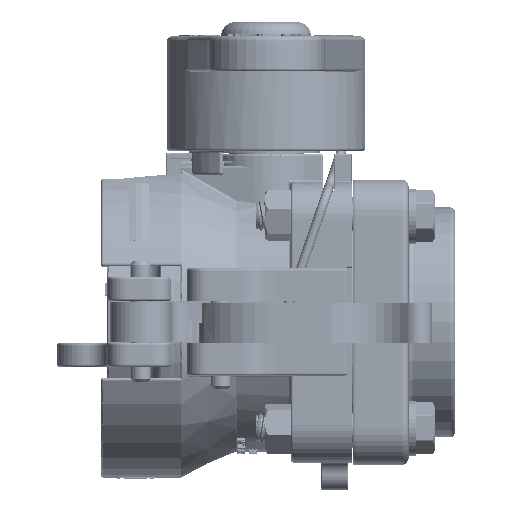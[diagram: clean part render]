
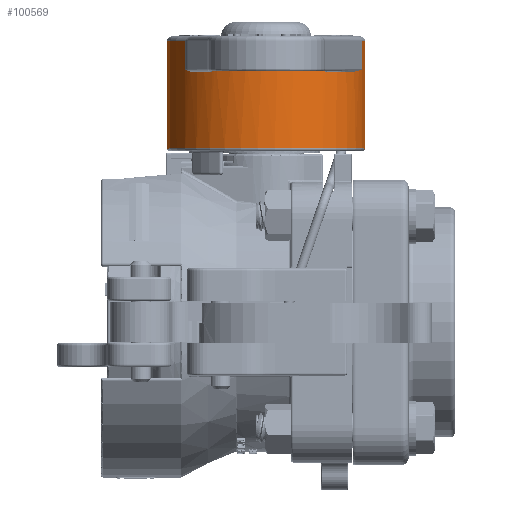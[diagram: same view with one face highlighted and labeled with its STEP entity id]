
A CAD part, top view. The second image highlights one B-rep face of the part: STEP entity #100569.
In plain terms, the highlighted cylindrical face has radius 31.547 mm (diameter 63.094 mm), a partial arc.
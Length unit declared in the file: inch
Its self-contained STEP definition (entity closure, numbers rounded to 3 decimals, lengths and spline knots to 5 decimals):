
#5827=CYLINDRICAL_SURFACE('',#108140,1.242);
#8511=LINE('',#216963,#17650);
#8513=LINE('',#216969,#17652);
#8514=LINE('',#216973,#17653);
#8515=LINE('',#216993,#17654);
#8516=LINE('',#216997,#17655);
#8517=LINE('',#217024,#17656);
#17650=VECTOR('',#119907,0.3937);
#17652=VECTOR('',#119913,0.3937);
#17653=VECTOR('',#119916,0.3937);
#17654=VECTOR('',#119919,0.3937);
#17655=VECTOR('',#119922,0.3937);
#17656=VECTOR('',#119925,0.3937);
#26426=FACE_OUTER_BOUND('',#32433,.T.);
#32433=EDGE_LOOP('',(#77336,#77337,#77338,#77339,#77340,#77341,#77342,#77343,
#77344,#77345,#77346,#77347,#77348,#77349,#77350,#77351,#77352));
#37947=CIRCLE('',#108115,1.242);
#37963=CIRCLE('',#108141,1.242);
#37964=CIRCLE('',#108142,1.242);
#37965=CIRCLE('',#108143,1.242);
#37966=CIRCLE('',#108144,1.242);
#37967=CIRCLE('',#108145,1.242);
#39874=B_SPLINE_CURVE_WITH_KNOTS('',3,(#216975,#216976,#216977,#216978,
#216979,#216980),.UNSPECIFIED.,.F.,.F.,(4,2,4),(0.,0.35584,0.65639),
 .UNSPECIFIED.);
#39875=B_SPLINE_CURVE_WITH_KNOTS('',3,(#216984,#216985,#216986,#216987,
#216988,#216989,#216990,#216991),.UNSPECIFIED.,.F.,.F.,(4,2,2,4),(0.58101,
0.6305,0.77123,0.77171),.UNSPECIFIED.);
#39876=B_SPLINE_CURVE_WITH_KNOTS('',3,(#216999,#217000,#217001,#217002,
#217003,#217004,#217005,#217006),.UNSPECIFIED.,.F.,.F.,(4,2,2,4),(-0.00055,
0.,0.1598,0.21601),.UNSPECIFIED.);
#39877=B_SPLINE_CURVE_WITH_KNOTS('',3,(#217010,#217011,#217012,#217013),
 .UNSPECIFIED.,.F.,.F.,(4,4),(0.53352,0.53599),
 .UNSPECIFIED.);
#39878=B_SPLINE_CURVE_WITH_KNOTS('',3,(#217015,#217016,#217017,#217018,
#217019,#217020,#217021,#217022),.UNSPECIFIED.,.F.,.F.,(4,2,2,4),(0.68771,
0.73808,1.01106,1.01211),.UNSPECIFIED.);
#45581=VERTEX_POINT('',#216901);
#45582=VERTEX_POINT('',#216905);
#45592=VERTEX_POINT('',#216962);
#45594=VERTEX_POINT('',#216968);
#45595=VERTEX_POINT('',#216970);
#45596=VERTEX_POINT('',#216972);
#45597=VERTEX_POINT('',#216974);
#45598=VERTEX_POINT('',#216981);
#45599=VERTEX_POINT('',#216983);
#45600=VERTEX_POINT('',#216992);
#45601=VERTEX_POINT('',#216994);
#45602=VERTEX_POINT('',#216996);
#45603=VERTEX_POINT('',#216998);
#45604=VERTEX_POINT('',#217007);
#45605=VERTEX_POINT('',#217009);
#45606=VERTEX_POINT('',#217014);
#45607=VERTEX_POINT('',#217023);
#57202=EDGE_CURVE('',#45581,#45582,#37947,.T.);
#57221=EDGE_CURVE('',#45582,#45592,#8511,.T.);
#57224=EDGE_CURVE('',#45594,#45581,#8513,.T.);
#57225=EDGE_CURVE('',#45595,#45594,#37963,.T.);
#57226=EDGE_CURVE('',#45595,#45596,#8514,.T.);
#57227=EDGE_CURVE('',#45597,#45596,#39874,.F.);
#57228=EDGE_CURVE('',#45597,#45598,#37964,.T.);
#57229=EDGE_CURVE('',#45599,#45598,#39875,.F.);
#57230=EDGE_CURVE('',#45600,#45599,#8515,.T.);
#57231=EDGE_CURVE('',#45601,#45600,#37965,.T.);
#57232=EDGE_CURVE('',#45602,#45601,#8516,.T.);
#57233=EDGE_CURVE('',#45603,#45602,#39876,.F.);
#57234=EDGE_CURVE('',#45603,#45604,#37966,.T.);
#57235=EDGE_CURVE('',#45605,#45604,#39877,.F.);
#57236=EDGE_CURVE('',#45606,#45605,#39878,.F.);
#57237=EDGE_CURVE('',#45607,#45606,#8517,.T.);
#57238=EDGE_CURVE('',#45592,#45607,#37967,.T.);
#77336=ORIENTED_EDGE('',*,*,#57202,.F.);
#77337=ORIENTED_EDGE('',*,*,#57224,.F.);
#77338=ORIENTED_EDGE('',*,*,#57225,.F.);
#77339=ORIENTED_EDGE('',*,*,#57226,.T.);
#77340=ORIENTED_EDGE('',*,*,#57227,.F.);
#77341=ORIENTED_EDGE('',*,*,#57228,.T.);
#77342=ORIENTED_EDGE('',*,*,#57229,.F.);
#77343=ORIENTED_EDGE('',*,*,#57230,.F.);
#77344=ORIENTED_EDGE('',*,*,#57231,.F.);
#77345=ORIENTED_EDGE('',*,*,#57232,.F.);
#77346=ORIENTED_EDGE('',*,*,#57233,.F.);
#77347=ORIENTED_EDGE('',*,*,#57234,.T.);
#77348=ORIENTED_EDGE('',*,*,#57235,.F.);
#77349=ORIENTED_EDGE('',*,*,#57236,.F.);
#77350=ORIENTED_EDGE('',*,*,#57237,.F.);
#77351=ORIENTED_EDGE('',*,*,#57238,.F.);
#77352=ORIENTED_EDGE('',*,*,#57221,.F.);
#100569=ADVANCED_FACE('',(#26426),#5827,.T.);
#108115=AXIS2_PLACEMENT_3D('',#216907,#119856,#119857);
#108140=AXIS2_PLACEMENT_3D('',#216967,#119911,#119912);
#108141=AXIS2_PLACEMENT_3D('',#216971,#119914,#119915);
#108142=AXIS2_PLACEMENT_3D('',#216982,#119917,#119918);
#108143=AXIS2_PLACEMENT_3D('',#216995,#119920,#119921);
#108144=AXIS2_PLACEMENT_3D('',#217008,#119923,#119924);
#108145=AXIS2_PLACEMENT_3D('',#217025,#119926,#119927);
#119856=DIRECTION('center_axis',(0.,-1.,0.));
#119857=DIRECTION('ref_axis',(1.,0.,0.));
#119907=DIRECTION('',(0.,1.,0.));
#119911=DIRECTION('center_axis',(0.,-1.,0.));
#119912=DIRECTION('ref_axis',(1.,0.,0.));
#119913=DIRECTION('',(0.,-1.,0.));
#119914=DIRECTION('center_axis',(0.,1.,0.));
#119915=DIRECTION('ref_axis',(-0.328,0.,-0.945));
#119916=DIRECTION('',(0.,-1.,0.));
#119917=DIRECTION('center_axis',(0.,-1.,0.));
#119918=DIRECTION('ref_axis',(-0.822,0.,0.569));
#119919=DIRECTION('',(0.,-1.,0.));
#119920=DIRECTION('center_axis',(0.,1.,0.));
#119921=DIRECTION('ref_axis',(0.999,0.,-0.035));
#119922=DIRECTION('',(0.,1.,0.));
#119923=DIRECTION('center_axis',(0.,-1.,0.));
#119924=DIRECTION('ref_axis',(-0.822,0.,0.569));
#119925=DIRECTION('',(0.,-1.,0.));
#119926=DIRECTION('center_axis',(0.,1.,0.));
#119927=DIRECTION('ref_axis',(-0.159,0.,0.987));
#216901=CARTESIAN_POINT('',(-0.99635,-1.4,-0.74152));
#216905=CARTESIAN_POINT('',(-0.99635,-1.4,0.74152));
#216907=CARTESIAN_POINT('Origin',(0.,-1.4,0.));
#216962=CARTESIAN_POINT('',(-0.99635,-0.06,0.74152));
#216963=CARTESIAN_POINT('',(-0.99635,0.,0.74152));
#216967=CARTESIAN_POINT('Origin',(0.,0.,0.));
#216968=CARTESIAN_POINT('',(-0.99635,-0.06,-0.74152));
#216969=CARTESIAN_POINT('',(-0.99635,0.,-0.74152));
#216970=CARTESIAN_POINT('',(0.32145,-0.06,-1.19968));
#216971=CARTESIAN_POINT('Origin',(0.,-0.06,0.));
#216972=CARTESIAN_POINT('',(0.32145,-0.41,-1.19968));
#216973=CARTESIAN_POINT('',(0.32145,0.,-1.19968));
#216974=CARTESIAN_POINT('',(0.57577,-0.44,-1.10048));
#216975=CARTESIAN_POINT('Ctrl Pts',(0.32145,-0.41,-1.19968));
#216976=CARTESIAN_POINT('Ctrl Pts',(0.36603,-0.41717,
-1.18774));
#216977=CARTESIAN_POINT('Ctrl Pts',(0.41858,-0.42571,
-1.17026));
#216978=CARTESIAN_POINT('Ctrl Pts',(0.49799,-0.43586,
-1.13847));
#216979=CARTESIAN_POINT('Ctrl Pts',(0.54083,-0.44,-1.11876));
#216980=CARTESIAN_POINT('Ctrl Pts',(0.57577,-0.44,-1.10048));
#216981=CARTESIAN_POINT('',(0.99216,-0.44,-0.74712));
#216982=CARTESIAN_POINT('Origin',(0.,-0.44,0.));
#216983=CARTESIAN_POINT('',(1.03018,-0.41,-0.69376));
#216984=CARTESIAN_POINT('Ctrl Pts',(0.99216,-0.44,-0.74712));
#216985=CARTESIAN_POINT('Ctrl Pts',(0.99487,-0.44,
-0.74352));
#216986=CARTESIAN_POINT('Ctrl Pts',(0.998,-0.43941,
-0.73932));
#216987=CARTESIAN_POINT('Ctrl Pts',(1.01163,-0.43322,
-0.72074));
#216988=CARTESIAN_POINT('Ctrl Pts',(1.02059,-0.42242,
-0.70799));
#216989=CARTESIAN_POINT('Ctrl Pts',(1.03011,-0.41008,
-0.69385));
#216990=CARTESIAN_POINT('Ctrl Pts',(1.03015,-0.41004,
-0.6938));
#216991=CARTESIAN_POINT('Ctrl Pts',(1.03018,-0.41,-0.69376));
#216992=CARTESIAN_POINT('',(1.03018,-0.27,-0.69376));
#216993=CARTESIAN_POINT('',(1.03018,0.,-0.69376));
#216994=CARTESIAN_POINT('',(1.07674,-0.27,0.61903));
#216995=CARTESIAN_POINT('Origin',(0.,-0.27,0.));
#216996=CARTESIAN_POINT('',(1.07674,-0.41,0.61903));
#216997=CARTESIAN_POINT('',(1.07674,0.,0.61903));
#216998=CARTESIAN_POINT('',(1.0426,-0.44,0.67495));
#216999=CARTESIAN_POINT('Ctrl Pts',(1.07674,-0.41,0.61903));
#217000=CARTESIAN_POINT('Ctrl Pts',(1.07671,-0.41004,
0.61908));
#217001=CARTESIAN_POINT('Ctrl Pts',(1.07668,-0.41008,
0.61913));
#217002=CARTESIAN_POINT('Ctrl Pts',(1.06818,-0.42242,
0.63391));
#217003=CARTESIAN_POINT('Ctrl Pts',(1.06015,-0.43322,
0.64726));
#217004=CARTESIAN_POINT('Ctrl Pts',(1.04787,-0.43941,
0.66675));
#217005=CARTESIAN_POINT('Ctrl Pts',(1.04505,-0.44,
0.67116));
#217006=CARTESIAN_POINT('Ctrl Pts',(1.0426,-0.44,0.67495));
#217007=CARTESIAN_POINT('',(0.80444,-0.44,0.94628));
#217008=CARTESIAN_POINT('Origin',(0.,-0.44,0.));
#217009=CARTESIAN_POINT('',(0.80369,-0.44,0.94691));
#217010=CARTESIAN_POINT('Ctrl Pts',(0.80444,-0.44,0.94628));
#217011=CARTESIAN_POINT('Ctrl Pts',(0.80419,-0.44,0.94649));
#217012=CARTESIAN_POINT('Ctrl Pts',(0.80394,-0.44,
0.9467));
#217013=CARTESIAN_POINT('Ctrl Pts',(0.80369,-0.44,
0.94691));
#217014=CARTESIAN_POINT('',(0.71342,-0.41,1.01666));
#217015=CARTESIAN_POINT('Ctrl Pts',(0.80369,-0.44,
0.94691));
#217016=CARTESIAN_POINT('Ctrl Pts',(0.79832,-0.43994,
0.95147));
#217017=CARTESIAN_POINT('Ctrl Pts',(0.79326,-0.4393,
0.95569));
#217018=CARTESIAN_POINT('Ctrl Pts',(0.76613,-0.43454,
0.978));
#217019=CARTESIAN_POINT('Ctrl Pts',(0.74115,-0.42286,
0.99719));
#217020=CARTESIAN_POINT('Ctrl Pts',(0.71363,-0.4101,
1.01651));
#217021=CARTESIAN_POINT('Ctrl Pts',(0.71353,-0.41005,
1.01658));
#217022=CARTESIAN_POINT('Ctrl Pts',(0.71342,-0.41,1.01666));
#217023=CARTESIAN_POINT('',(0.71342,-0.06,1.01666));
#217024=CARTESIAN_POINT('',(0.71342,0.,1.01666));
#217025=CARTESIAN_POINT('Origin',(0.,-0.06,0.));
